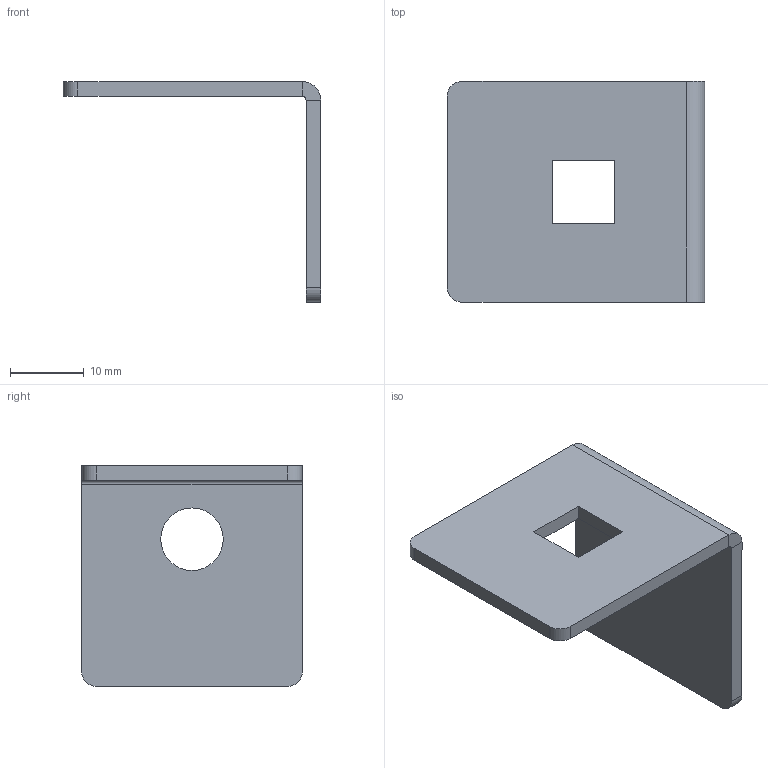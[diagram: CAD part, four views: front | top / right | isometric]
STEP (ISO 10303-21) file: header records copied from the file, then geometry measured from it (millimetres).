
FILE_DESCRIPTION(/* description */ ('LAMIERINO DI FIX PROF. 60 CON PROFI.30'),/* implementation_level */ '2;1');
FILE_NAME(/* name */ 'DANXX0000169.stp',/* time_stamp */ '2018-06-19T09:06:23+02:00',/* author */ ('fzagni'),/* organization */ (''),/* preprocessor_version */ 'ST-DEVELOPER v16.1',/* originating_system */ 'Autodesk Inventor 2016',/* authorisation */ '');
FILE_SCHEMA (('AUTOMOTIVE_DESIGN { 1 0 10303 214 3 1 1 }'));
Length unit declared in the file: millimetre
Products named in the file (1): 70AN00193-A
Bounding box: 35 x 30 x 30 mm (x, y, z)
Volume: 3476.5 mm3; surface area: 3960.5 mm2
Topology: 1 solids, 1 shells, 23 faces, 56 edges, 35 vertices
Faces by surface type: plane 16, cylinder 7
Full cylindrical faces by diameter (mm): 8.5 x1
Entity records: 686 total; most frequent: DIRECTION 116, CARTESIAN_POINT 112, ORIENTED_EDGE 108, EDGE_CURVE 54, LINE 40, VECTOR 40, AXIS2_PLACEMENT_3D 38, VERTEX_POINT 34
